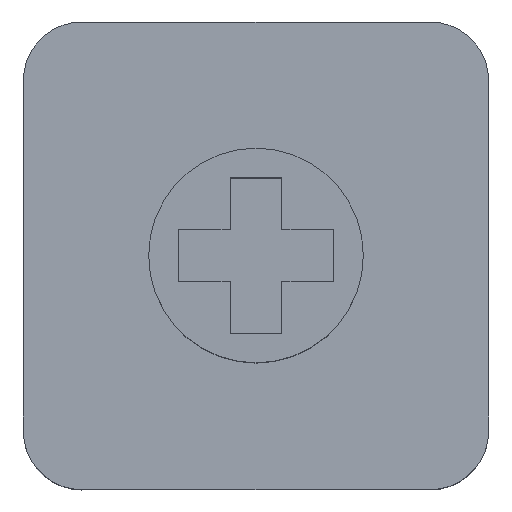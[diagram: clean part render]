
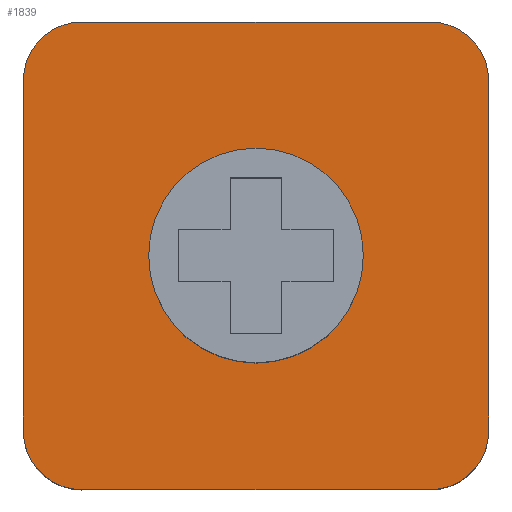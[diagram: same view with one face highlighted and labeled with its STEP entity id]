
A CAD part, top view. The second image highlights one B-rep face of the part: STEP entity #1839.
In plain terms, the highlighted planar face has unit normal (0, 0, 1).
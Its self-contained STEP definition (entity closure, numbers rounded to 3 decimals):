
#25=CIRCLE('',#1941,2.8);
#26=CIRCLE('',#1944,1.53);
#27=CIRCLE('',#1945,1.53);
#28=CIRCLE('',#1946,1.53);
#29=CIRCLE('',#1947,1.53);
#37=FACE_BOUND('',#302,.T.);
#104=PLANE('',#1943);
#197=FACE_OUTER_BOUND('',#301,.T.);
#301=EDGE_LOOP('',(#1673,#1674,#1675,#1676,#1677,#1678,#1679,#1680));
#302=EDGE_LOOP('',(#1681));
#514=LINE('',#3097,#727);
#515=LINE('',#3101,#728);
#516=LINE('',#3105,#729);
#517=LINE('',#3109,#730);
#727=VECTOR('',#2309,10.);
#728=VECTOR('',#2312,10.);
#729=VECTOR('',#2315,10.);
#730=VECTOR('',#2318,10.);
#942=VERTEX_POINT('',#3090);
#943=VERTEX_POINT('',#3095);
#944=VERTEX_POINT('',#3096);
#945=VERTEX_POINT('',#3098);
#946=VERTEX_POINT('',#3100);
#947=VERTEX_POINT('',#3102);
#948=VERTEX_POINT('',#3104);
#949=VERTEX_POINT('',#3106);
#950=VERTEX_POINT('',#3108);
#1195=EDGE_CURVE('',#942,#942,#25,.T.);
#1196=EDGE_CURVE('',#943,#944,#514,.T.);
#1197=EDGE_CURVE('',#944,#945,#26,.T.);
#1198=EDGE_CURVE('',#945,#946,#515,.T.);
#1199=EDGE_CURVE('',#946,#947,#27,.T.);
#1200=EDGE_CURVE('',#947,#948,#516,.T.);
#1201=EDGE_CURVE('',#948,#949,#28,.T.);
#1202=EDGE_CURVE('',#949,#950,#517,.T.);
#1203=EDGE_CURVE('',#950,#943,#29,.T.);
#1673=ORIENTED_EDGE('',*,*,#1196,.T.);
#1674=ORIENTED_EDGE('',*,*,#1197,.T.);
#1675=ORIENTED_EDGE('',*,*,#1198,.T.);
#1676=ORIENTED_EDGE('',*,*,#1199,.T.);
#1677=ORIENTED_EDGE('',*,*,#1200,.T.);
#1678=ORIENTED_EDGE('',*,*,#1201,.T.);
#1679=ORIENTED_EDGE('',*,*,#1202,.T.);
#1680=ORIENTED_EDGE('',*,*,#1203,.T.);
#1681=ORIENTED_EDGE('',*,*,#1195,.T.);
#1839=ADVANCED_FACE('',(#197,#37),#104,.T.);
#1941=AXIS2_PLACEMENT_3D('',#3092,#2303,#2304);
#1943=AXIS2_PLACEMENT_3D('',#3094,#2307,#2308);
#1944=AXIS2_PLACEMENT_3D('',#3099,#2310,#2311);
#1945=AXIS2_PLACEMENT_3D('',#3103,#2313,#2314);
#1946=AXIS2_PLACEMENT_3D('',#3107,#2316,#2317);
#1947=AXIS2_PLACEMENT_3D('',#3110,#2319,#2320);
#2303=DIRECTION('center_axis',(0.,0.,-1.));
#2304=DIRECTION('ref_axis',(1.,0.,0.));
#2307=DIRECTION('center_axis',(0.,0.,1.));
#2308=DIRECTION('ref_axis',(1.,0.,0.));
#2309=DIRECTION('',(-1.,0.,0.));
#2310=DIRECTION('center_axis',(0.,0.,1.));
#2311=DIRECTION('ref_axis',(0.,1.,0.));
#2312=DIRECTION('',(0.,-1.,0.));
#2313=DIRECTION('center_axis',(0.,0.,1.));
#2314=DIRECTION('ref_axis',(-1.,0.,0.));
#2315=DIRECTION('',(1.,0.,0.));
#2316=DIRECTION('center_axis',(0.,0.,1.));
#2317=DIRECTION('ref_axis',(0.,-1.,0.));
#2318=DIRECTION('',(0.,1.,0.));
#2319=DIRECTION('center_axis',(0.,0.,1.));
#2320=DIRECTION('ref_axis',(1.,0.,0.));
#3090=CARTESIAN_POINT('',(3.27,6.1,5.));
#3092=CARTESIAN_POINT('Origin',(6.07,6.1,5.));
#3094=CARTESIAN_POINT('Origin',(6.07,6.1,5.));
#3095=CARTESIAN_POINT('',(10.61,12.2,5.));
#3096=CARTESIAN_POINT('',(1.53,12.2,5.));
#3097=CARTESIAN_POINT('',(10.61,12.2,5.));
#3098=CARTESIAN_POINT('',(0.,10.67,5.));
#3099=CARTESIAN_POINT('Origin',(1.53,10.67,5.));
#3100=CARTESIAN_POINT('',(0.,1.53,5.));
#3101=CARTESIAN_POINT('',(0.,10.67,5.));
#3102=CARTESIAN_POINT('',(1.53,0.,5.));
#3103=CARTESIAN_POINT('Origin',(1.53,1.53,5.));
#3104=CARTESIAN_POINT('',(10.61,0.,5.));
#3105=CARTESIAN_POINT('',(1.53,0.,5.));
#3106=CARTESIAN_POINT('',(12.14,1.53,5.));
#3107=CARTESIAN_POINT('Origin',(10.61,1.53,5.));
#3108=CARTESIAN_POINT('',(12.14,10.67,5.));
#3109=CARTESIAN_POINT('',(12.14,1.53,5.));
#3110=CARTESIAN_POINT('Origin',(10.61,10.67,5.));
